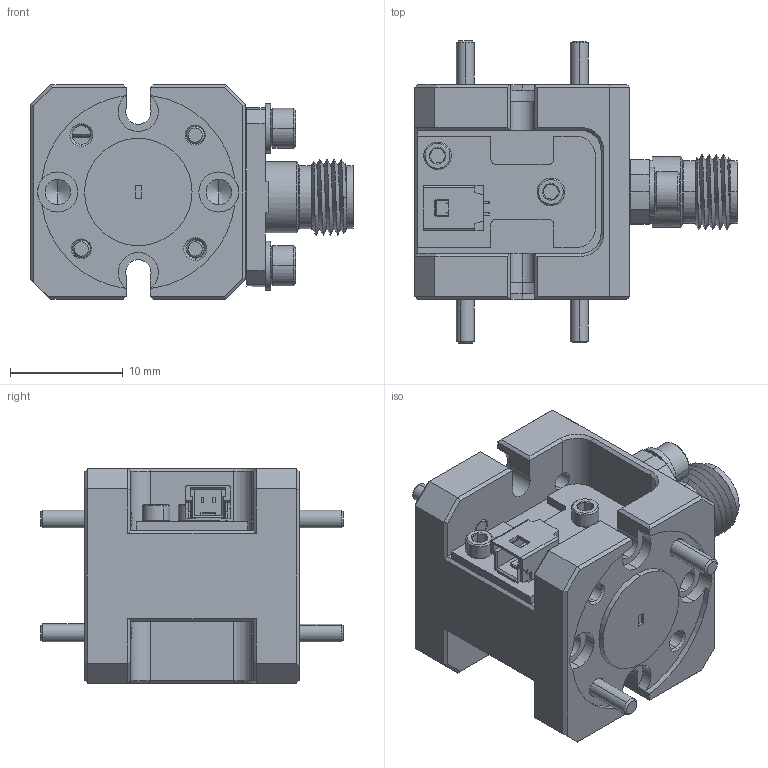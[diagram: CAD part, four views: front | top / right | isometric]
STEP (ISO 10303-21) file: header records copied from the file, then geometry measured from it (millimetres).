
FILE_DESCRIPTION (( 'STEP AP214' ), '1' );
FILE_NAME ('FS-EF04-A, Defeatured.STEP', '2025-02-19T20:58:36', ( '' ), ( '' ), 'SwSTEP 2.0', 'SolidWorks 2021', '' );
FILE_SCHEMA (( 'AUTOMOTIVE_DESIGN' ));
Length unit declared in the file: inch
Products named in the file (1): FS-EF04-A, Defeatured
Bounding box: 28.57 x 26.8 x 19.05 mm (x, y, z)
Volume: 4903.3 mm3; surface area: 4136 mm2
Topology: 7 solids, 13 shells, 711 faces, 1691 edges, 1030 vertices
Faces by surface type: plane 374, cylinder 172, cone 161, torus 2, bspline 2
Entity records: 30217 total; most frequent: CARTESIAN_POINT 4439, DIRECTION 3550, ORIENTED_EDGE 3366, EDGE_CURVE 1683, AXIS2_PLACEMENT_3D 1243, VECTOR 1064, LINE 1064, VERTEX_POINT 1030
